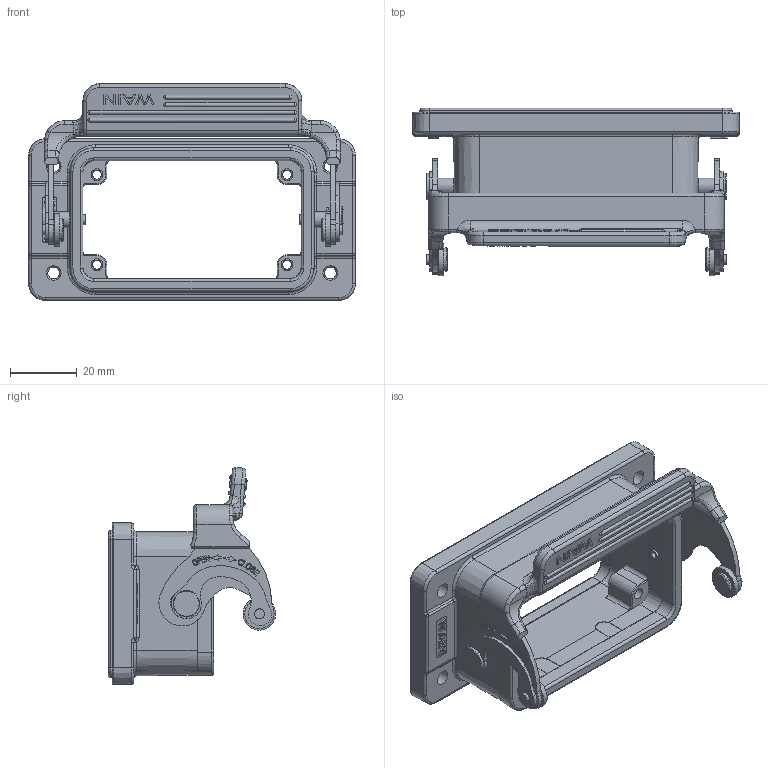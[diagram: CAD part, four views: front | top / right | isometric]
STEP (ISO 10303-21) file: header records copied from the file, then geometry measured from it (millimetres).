
FILE_DESCRIPTION(/* description */ (''),/* implementation_level */ '2;1');
FILE_NAME(/* name */ '3D_1241103611101_WV10B-BK-1L_SC_V1.0_stp.stp',/* time_stamp */ '2023-12-01T12:32:39+08:00',/* author */ (''),/* organization */ (''),/* preprocessor_version */ 'ST-DEVELOPER v18.1',/* originating_system */ 'SIEMENS PLM Software NX 1980',/* authorisation */ '');
FILE_SCHEMA (('AP203_CONFIGURATION_CONTROLLED_3D_DESIGN_OF_MECHANICAL_PARTS_AND_ASSEMBLIES_MIM_LF { 1 0 10303 403 2 1 2}'));
Length unit declared in the file: millimetre
Products named in the file (1): 3D_1241103611101_WV10B-BK-1L_SC_V1.0_stp
Bounding box: 97.99 x 50.23 x 65.09 mm (x, y, z)
Volume: 700 mm3; surface area: 34529.4 mm2
Topology: 22 solids, 23 shells, 1630 faces, 4388 edges, 2798 vertices
Faces by surface type: plane 655, cylinder 649, torus 107, cone 86, sphere 58, bspline 40, extrusion 35
Full cylindrical faces by diameter (mm): 1.9 x2, 2.95 x1, 2.959 x3, 3 x4, 3.5 x4, 4.5 x4, 4.8 x2, 4.9 x2, 5 x1, 7 x2, 8 x2, 9.8 x2
Entity records: 53733 total; most frequent: CARTESIAN_POINT 12991, DIRECTION 8596, ORIENTED_EDGE 8392, EDGE_CURVE 4196, AXIS2_PLACEMENT_3D 3277, VERTEX_POINT 2721, VECTOR 2042, LINE 2007
